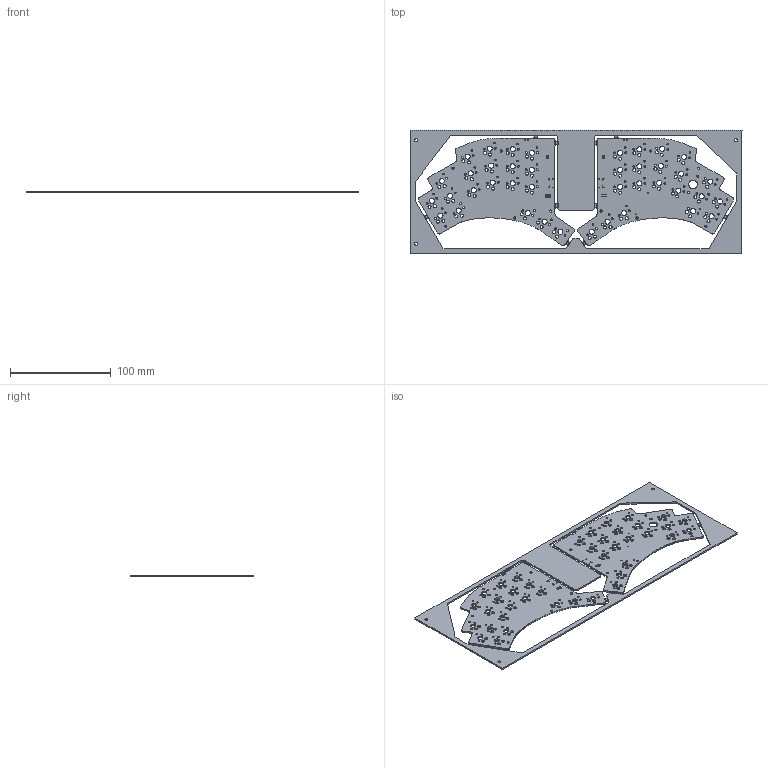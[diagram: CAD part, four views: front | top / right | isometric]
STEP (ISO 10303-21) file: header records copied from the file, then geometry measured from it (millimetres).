
FILE_DESCRIPTION(('KiCad electronic assembly'),'2;1');
FILE_NAME('pipar_point_v3.step','2025-09-14T22:51:24',('Pcbnew'),( 'Kicad'),'Open CASCADE STEP processor 7.9','KiCad to STEP converter' ,'Unknown');
FILE_SCHEMA(('AUTOMOTIVE_DESIGN { 1 0 10303 214 1 1 1 1 }'));
Length unit declared in the file: millimetre
Products named in the file (2): pipar_point_v3 1; pipar_point_v3_PCB
Assembly tree (1 placements, depth 2):
  pipar_point_v3 1
    pipar_point_v3_PCB
Bounding box: 329.93 x 122.8 x 1.51 mm (x, y, z)
Volume: 43454.6 mm3; surface area: 65575.2 mm2
Topology: 1 solids, 1 shells, 804 faces, 2406 edges, 1604 vertices
Faces by surface type: cylinder 450, plane 354
Full cylindrical faces by diameter (mm): 0.2 x18, 0.5 x100, 0.65 x4, 0.8 x12, 0.9 x4, 1 x2, 1.6 x40, 1.9 x80, 2.2 x12, 3 x3, 3.05 x80, 5.05 x40, 8.5 x1
Entity records: 29079 total; most frequent: DIRECTION 4918, CARTESIAN_POINT 4816, ORIENTED_EDGE 4812, EDGE_CURVE 2406, AXIS2_PLACEMENT_3D 1706, FACE_BOUND 1630, EDGE_LOOP 1630, VERTEX_POINT 1604
